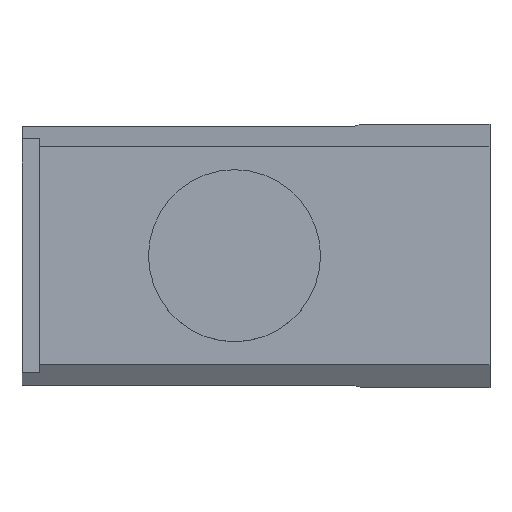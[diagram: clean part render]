
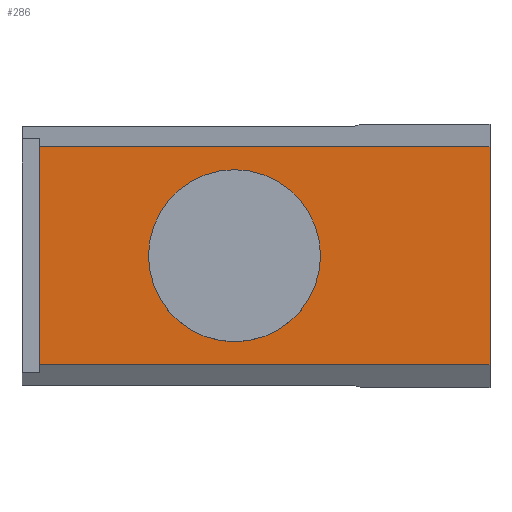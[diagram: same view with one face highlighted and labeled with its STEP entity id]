
A CAD part, top view. The second image highlights one B-rep face of the part: STEP entity #286.
In plain terms, the highlighted planar face has unit normal (0, 0, 1).
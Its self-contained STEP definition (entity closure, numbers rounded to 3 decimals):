
#94=LINE('',#1575,#175);
#95=LINE('',#1577,#176);
#96=LINE('',#1579,#177);
#97=LINE('',#1581,#178);
#175=VECTOR('',#1042,1.);
#176=VECTOR('',#1045,1.);
#177=VECTOR('',#1046,1.);
#178=VECTOR('',#1047,1.);
#241=PLANE('',#931);
#286=ADVANCED_FACE('',(#350,#351),#241,.T.);
#331=CIRCLE('',#930,34.);
#350=FACE_BOUND('',#397,.T.);
#351=FACE_BOUND('',#398,.T.);
#397=EDGE_LOOP('',(#498,#499,#500,#501));
#398=EDGE_LOOP('',(#502));
#498=ORIENTED_EDGE('',*,*,#787,.F.);
#499=ORIENTED_EDGE('',*,*,#786,.F.);
#500=ORIENTED_EDGE('',*,*,#788,.T.);
#501=ORIENTED_EDGE('',*,*,#789,.T.);
#502=ORIENTED_EDGE('',*,*,#790,.T.);
#694=VERTEX_POINT('',#1570);
#696=VERTEX_POINT('',#1574);
#697=VERTEX_POINT('',#1578);
#698=VERTEX_POINT('',#1580);
#699=VERTEX_POINT('',#1583);
#786=EDGE_CURVE('',#696,#694,#94,.T.);
#787=EDGE_CURVE('',#694,#697,#95,.T.);
#788=EDGE_CURVE('',#696,#698,#96,.T.);
#789=EDGE_CURVE('',#698,#697,#97,.T.);
#790=EDGE_CURVE('',#699,#699,#331,.T.);
#930=AXIS2_PLACEMENT_3D('',#1582,#1048,#1049);
#931=AXIS2_PLACEMENT_3D('',#1584,#1050,#1051);
#1042=DIRECTION('',(0.,1.,0.));
#1045=DIRECTION('',(1.,0.,0.));
#1046=DIRECTION('',(1.,0.,0.));
#1047=DIRECTION('',(0.,1.,0.));
#1048=DIRECTION('',(0.,0.,-1.));
#1049=DIRECTION('',(1.,0.,0.));
#1050=DIRECTION('',(0.,0.,1.));
#1051=DIRECTION('',(-1.,0.,0.));
#1570=CARTESIAN_POINT('',(-77.,43.,0.));
#1574=CARTESIAN_POINT('',(-77.,-43.,0.));
#1575=CARTESIAN_POINT('',(-77.,-52.,0.));
#1577=CARTESIAN_POINT('',(-121.856,43.,0.));
#1578=CARTESIAN_POINT('',(101.,43.,0.));
#1579=CARTESIAN_POINT('',(-121.856,-43.,0.));
#1580=CARTESIAN_POINT('',(101.,-43.,0.));
#1581=CARTESIAN_POINT('',(101.,-52.,0.));
#1582=CARTESIAN_POINT('',(0.,0.,0.));
#1583=CARTESIAN_POINT('',(34.,0.,0.));
#1584=CARTESIAN_POINT('',(-77.,-52.,0.));
